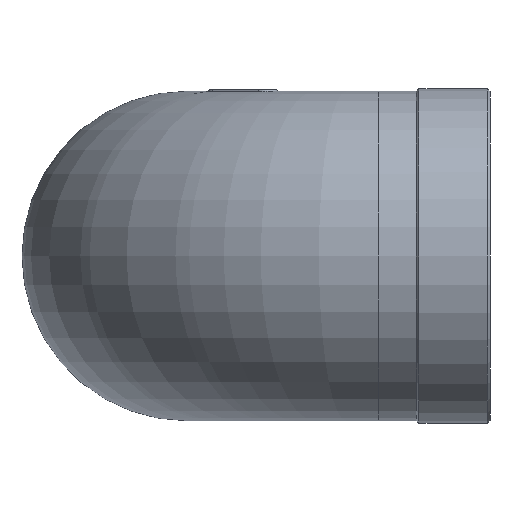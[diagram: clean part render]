
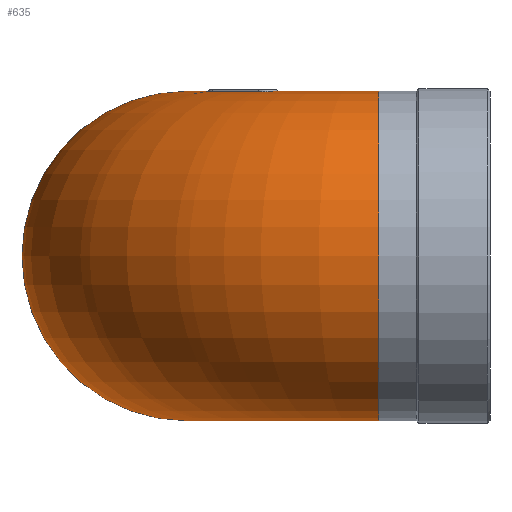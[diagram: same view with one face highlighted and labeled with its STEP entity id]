
A CAD part, left-side view. The second image highlights one B-rep face of the part: STEP entity #635.
In plain terms, the highlighted toroidal (fillet/blend) face has major radius 35.15 mm and minor radius 30.15 mm.
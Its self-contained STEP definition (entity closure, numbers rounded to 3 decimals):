
#49=CIRCLE('',#680,30.15);
#52=CIRCLE('',#684,30.15);
#62=TOROIDAL_SURFACE('',#702,35.15,30.15);
#97=B_SPLINE_CURVE_WITH_KNOTS('',3,(#1190,#1191,#1192,#1193),
 .UNSPECIFIED.,.F.,.F.,(4,4),(0.,0.012),.UNSPECIFIED.);
#98=B_SPLINE_CURVE_WITH_KNOTS('',3,(#1195,#1196,#1197,#1198,#1199),
 .UNSPECIFIED.,.F.,.F.,(4,1,4),(0.,0.002,0.004),
 .UNSPECIFIED.);
#99=B_SPLINE_CURVE_WITH_KNOTS('',3,(#1205,#1206,#1207,#1208),
 .UNSPECIFIED.,.F.,.F.,(4,4),(0.,0.012),.UNSPECIFIED.);
#100=B_SPLINE_CURVE_WITH_KNOTS('',3,(#1220,#1221,#1222,#1223),
 .UNSPECIFIED.,.F.,.F.,(4,4),(0.,0.002),
 .UNSPECIFIED.);
#101=B_SPLINE_CURVE_WITH_KNOTS('',3,(#1227,#1228,#1229,#1230,#1231),
 .UNSPECIFIED.,.F.,.F.,(4,1,4),(0.,0.002,0.004),
 .UNSPECIFIED.);
#102=B_SPLINE_CURVE_WITH_KNOTS('',3,(#1263,#1264,#1265,#1266),
 .UNSPECIFIED.,.F.,.F.,(4,4),(-0.001,0.002),
 .UNSPECIFIED.);
#259=ORIENTED_EDGE('',*,*,#343,.F.);
#260=ORIENTED_EDGE('',*,*,#340,.T.);
#261=ORIENTED_EDGE('',*,*,#332,.T.);
#262=ORIENTED_EDGE('',*,*,#337,.T.);
#263=ORIENTED_EDGE('',*,*,#329,.T.);
#264=ORIENTED_EDGE('',*,*,#328,.T.);
#265=ORIENTED_EDGE('',*,*,#339,.T.);
#266=ORIENTED_EDGE('',*,*,#350,.T.);
#328=EDGE_CURVE('',#391,#392,#97,.T.);
#329=EDGE_CURVE('',#382,#391,#98,.T.);
#332=EDGE_CURVE('',#393,#394,#99,.T.);
#337=EDGE_CURVE('',#394,#382,#100,.T.);
#339=EDGE_CURVE('',#392,#399,#101,.T.);
#340=EDGE_CURVE('',#400,#400,#49,.T.);
#343=EDGE_CURVE('',#403,#403,#52,.T.);
#350=EDGE_CURVE('',#399,#393,#102,.T.);
#382=VERTEX_POINT('',#1162);
#391=VERTEX_POINT('',#1187);
#392=VERTEX_POINT('',#1189);
#393=VERTEX_POINT('',#1202);
#394=VERTEX_POINT('',#1204);
#399=VERTEX_POINT('',#1226);
#400=VERTEX_POINT('',#1234);
#403=VERTEX_POINT('',#1241);
#524=EDGE_LOOP('',(#259));
#525=EDGE_LOOP('',(#260));
#526=EDGE_LOOP('',(#261,#262,#263,#264,#265,#266));
#581=FACE_BOUND('',#524,.T.);
#582=FACE_BOUND('',#525,.T.);
#583=FACE_BOUND('',#526,.T.);
#635=ADVANCED_FACE('',(#581,#582,#583),#62,.T.);
#680=AXIS2_PLACEMENT_3D('',#1233,#797,#798);
#684=AXIS2_PLACEMENT_3D('',#1240,#805,#806);
#702=AXIS2_PLACEMENT_3D('',#1269,#841,#842);
#797=DIRECTION('',(0.,1.,0.));
#798=DIRECTION('',(0.,0.,1.));
#805=DIRECTION('',(1.,0.,0.));
#806=DIRECTION('',(0.,0.,1.));
#841=DIRECTION('',(0.,0.,-1.));
#842=DIRECTION('',(-1.,0.,0.));
#1162=CARTESIAN_POINT('',(5.401,39.071,30.15));
#1187=CARTESIAN_POINT('',(4.638,42.376,30.048));
#1189=CARTESIAN_POINT('',(13.124,50.862,30.048));
#1190=CARTESIAN_POINT('',(4.638,42.376,30.048));
#1191=CARTESIAN_POINT('',(7.467,45.205,30.1));
#1192=CARTESIAN_POINT('',(10.295,48.033,30.1));
#1193=CARTESIAN_POINT('',(13.124,50.862,30.048));
#1195=CARTESIAN_POINT('',(5.401,39.071,30.15));
#1196=CARTESIAN_POINT('',(4.756,39.294,30.15));
#1197=CARTESIAN_POINT('',(3.751,40.431,30.09));
#1198=CARTESIAN_POINT('',(4.156,41.895,30.039));
#1199=CARTESIAN_POINT('',(4.638,42.376,30.048));
#1202=CARTESIAN_POINT('',(15.952,48.033,30.115));
#1204=CARTESIAN_POINT('',(7.467,39.548,30.115));
#1205=CARTESIAN_POINT('',(15.952,48.033,30.115));
#1206=CARTESIAN_POINT('',(13.124,45.205,30.08));
#1207=CARTESIAN_POINT('',(10.295,42.376,30.08));
#1208=CARTESIAN_POINT('',(7.467,39.548,30.115));
#1220=CARTESIAN_POINT('',(7.467,39.548,30.115));
#1221=CARTESIAN_POINT('',(6.935,39.016,30.121));
#1222=CARTESIAN_POINT('',(6.111,38.826,30.15));
#1223=CARTESIAN_POINT('',(5.401,39.071,30.15));
#1226=CARTESIAN_POINT('',(16.429,50.099,30.15));
#1227=CARTESIAN_POINT('',(13.124,50.862,30.048));
#1228=CARTESIAN_POINT('',(13.605,51.344,30.039));
#1229=CARTESIAN_POINT('',(15.069,51.749,30.09));
#1230=CARTESIAN_POINT('',(16.206,50.744,30.15));
#1231=CARTESIAN_POINT('',(16.429,50.099,30.15));
#1233=CARTESIAN_POINT('',(0.,20.35,0.));
#1234=CARTESIAN_POINT('',(0.,20.35,30.15));
#1240=CARTESIAN_POINT('',(35.15,55.5,0.));
#1241=CARTESIAN_POINT('',(35.15,55.5,30.15));
#1263=CARTESIAN_POINT('',(16.429,50.099,30.15));
#1264=CARTESIAN_POINT('',(16.674,49.389,30.15));
#1265=CARTESIAN_POINT('',(16.483,48.565,30.121));
#1266=CARTESIAN_POINT('',(15.952,48.033,30.115));
#1269=CARTESIAN_POINT('',(35.15,20.35,0.));
